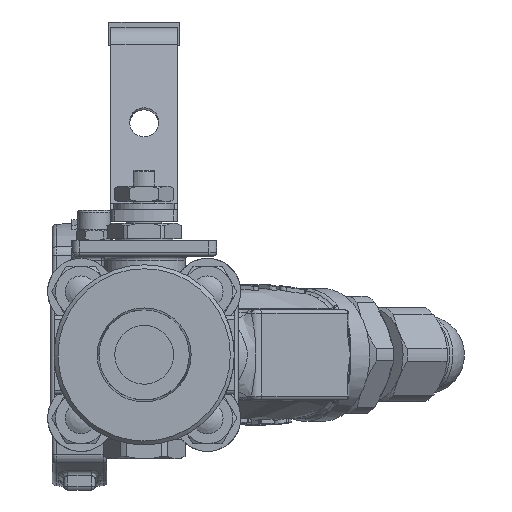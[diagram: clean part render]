
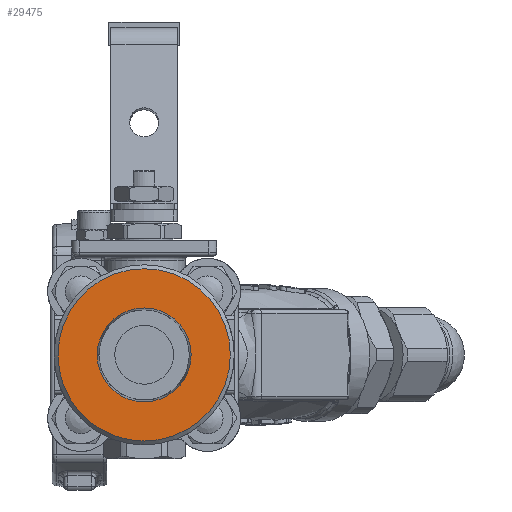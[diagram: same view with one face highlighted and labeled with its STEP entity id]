
A CAD part, left-side view. The second image highlights one B-rep face of the part: STEP entity #29475.
In plain terms, the highlighted planar face has unit normal (-1, 0, 0).
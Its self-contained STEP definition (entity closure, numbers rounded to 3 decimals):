
#2843=FACE_BOUND('',#6599,.T.);
#3279=PLANE('',#32162);
#4701=FACE_OUTER_BOUND('',#6598,.T.);
#6598=EDGE_LOOP('',(#24320));
#6599=EDGE_LOOP('',(#24321));
#11181=CIRCLE('',#32161,11.987);
#11182=CIRCLE('',#32163,22.);
#13360=VERTEX_POINT('',#57526);
#13361=VERTEX_POINT('',#57530);
#17172=EDGE_CURVE('',#13360,#13360,#11181,.T.);
#17174=EDGE_CURVE('',#13361,#13361,#11182,.T.);
#24320=ORIENTED_EDGE('',*,*,#17174,.F.);
#24321=ORIENTED_EDGE('',*,*,#17172,.T.);
#29475=ADVANCED_FACE('',(#4701,#2843),#3279,.T.);
#32161=AXIS2_PLACEMENT_3D('',#57527,#38210,#38211);
#32162=AXIS2_PLACEMENT_3D('',#57529,#38213,#38214);
#32163=AXIS2_PLACEMENT_3D('',#57531,#38215,#38216);
#38210=DIRECTION('center_axis',(1.,0.,0.));
#38211=DIRECTION('ref_axis',(0.,-1.,0.));
#38213=DIRECTION('center_axis',(-1.,0.,0.));
#38214=DIRECTION('ref_axis',(0.,-1.,0.));
#38215=DIRECTION('center_axis',(1.,0.,0.));
#38216=DIRECTION('ref_axis',(0.,1.,0.));
#57526=CARTESIAN_POINT('',(-135.036,30.82,-1.517));
#57527=CARTESIAN_POINT('Origin',(-135.036,18.833,-1.517));
#57529=CARTESIAN_POINT('Origin',(-135.036,18.833,-1.517));
#57530=CARTESIAN_POINT('',(-135.036,-3.167,-1.517));
#57531=CARTESIAN_POINT('Origin',(-135.036,18.833,-1.517));
